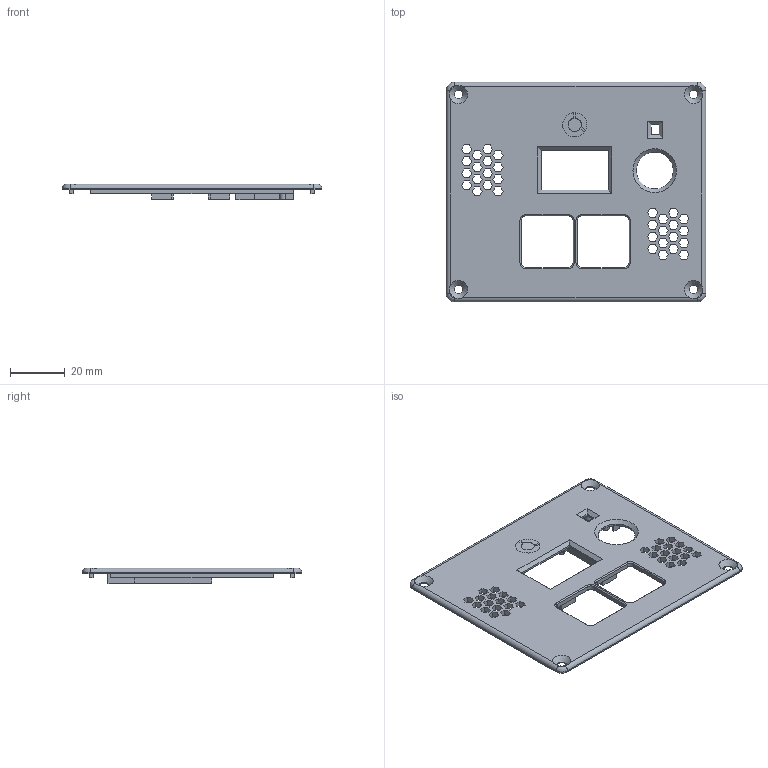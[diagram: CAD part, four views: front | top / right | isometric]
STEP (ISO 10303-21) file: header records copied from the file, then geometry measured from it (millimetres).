
FILE_DESCRIPTION(/* description */ (''),/* implementation_level */ '2;1');
FILE_NAME(/* name */ 'TopCase.step',/* time_stamp */ '2025-12-04T20:37:41+01:00',/* author */ (''),/* organization */ (''),/* preprocessor_version */ 'ST-DEVELOPER v20.1',/* originating_system */ 'Autodesk Translation Framework v14.21.0.0',/* authorisation */ '');
FILE_SCHEMA (('AUTOMOTIVE_DESIGN { 1 0 10303 214 3 1 1 }'));
Length unit declared in the file: millimetre
Products named in the file (2): Case; Top Case
Assembly tree (1 placements, depth 2):
  Case
    Top Case
Bounding box: 95.1 x 80.4 x 5.75 mm (x, y, z)
Volume: 12883.6 mm3; surface area: 16037.3 mm2
Topology: 3 solids, 3 shells, 382 faces, 1043 edges, 683 vertices
Faces by surface type: plane 314, cylinder 39, bspline 16, cone 13
Full cylindrical faces by diameter (mm): 2.1 x4, 3.2 x4, 4.1 x4, 13.5 x1
Entity records: 12645 total; most frequent: CARTESIAN_POINT 2805, ORIENTED_EDGE 2086, DIRECTION 1848, EDGE_CURVE 1043, LINE 908, VECTOR 908, VERTEX_POINT 683, EDGE_LOOP 484
